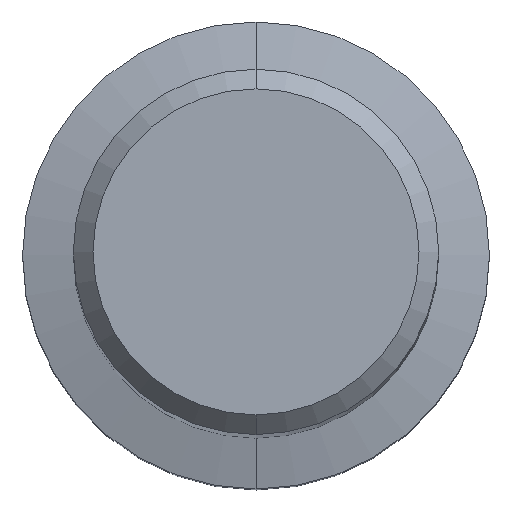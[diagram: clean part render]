
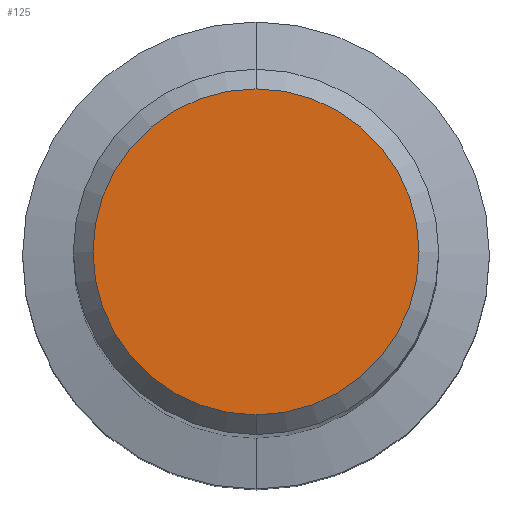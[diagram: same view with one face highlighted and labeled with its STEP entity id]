
A CAD part, top view. The second image highlights one B-rep face of the part: STEP entity #125.
In plain terms, the highlighted planar face has unit normal (0, 0, 1).
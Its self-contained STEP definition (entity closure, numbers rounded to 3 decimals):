
#125=ADVANCED_FACE('',(#325),#326,.T.);
#133=VERTEX_POINT('',#335);
#189=EDGE_CURVE('',#297,#133,#398,.T.);
#211=EDGE_CURVE('',#133,#297,#420,.T.);
#297=VERTEX_POINT('',#520);
#325=FACE_OUTER_BOUND('',#540,.T.);
#326=PLANE('',#541);
#335=CARTESIAN_POINT('',(0.0,6.65,0.0));
#398=CIRCLE('',#638,6.65);
#420=CIRCLE('',#664,6.65);
#520=CARTESIAN_POINT('',(0.,-6.65,0.0));
#540=EDGE_LOOP('',(#808,#809));
#541=AXIS2_PLACEMENT_3D('',#810,#811,#812);
#638=AXIS2_PLACEMENT_3D('',#914,#915,#916);
#664=AXIS2_PLACEMENT_3D('',#926,#927,#928);
#808=ORIENTED_EDGE('',*,*,#211,.F.);
#809=ORIENTED_EDGE('',*,*,#189,.F.);
#810=CARTESIAN_POINT('',(0.0,3.325,0.0));
#811=DIRECTION('',(-0.0,0.0,1.0));
#812=DIRECTION('',(0.0,-1.0,0.0));
#914=CARTESIAN_POINT('',(0.0,0.0,0.0));
#915=DIRECTION('',(0.0,0.0,-1.0));
#916=DIRECTION('',(0.0,1.0,0.0));
#926=CARTESIAN_POINT('',(0.0,0.0,0.0));
#927=DIRECTION('',(0.0,0.0,-1.0));
#928=DIRECTION('',(0.0,1.0,0.0));
